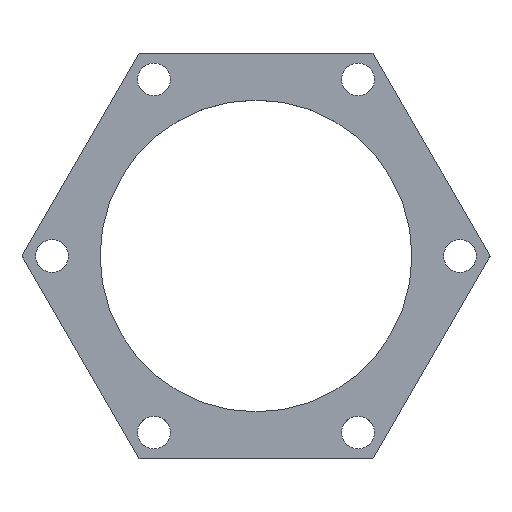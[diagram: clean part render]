
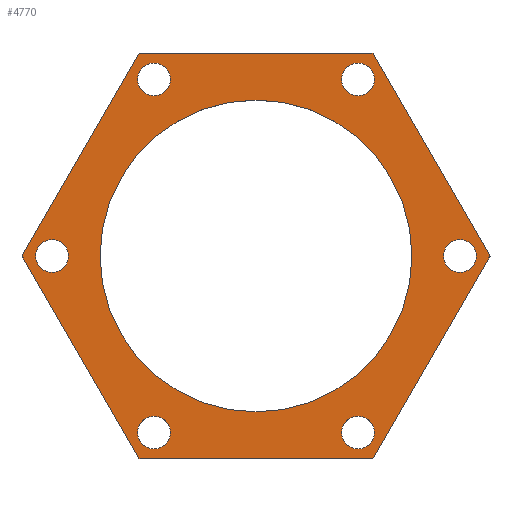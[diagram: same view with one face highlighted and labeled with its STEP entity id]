
A CAD part, top view. The second image highlights one B-rep face of the part: STEP entity #4770.
In plain terms, the highlighted planar face has unit normal (0, 0, 1).
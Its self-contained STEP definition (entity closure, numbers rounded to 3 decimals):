
#200=CARTESIAN_POINT('',(-35.651,61.75,40.));
#210=VERTEX_POINT('',#200);
#240=CARTESIAN_POINT('',(-35.651,61.75,40.));
#250=DIRECTION('',(-0.5,-0.866,0.));
#260=VECTOR('',#250,1.);
#270=LINE('',#240,#260);
#280=CARTESIAN_POINT('',(-71.303,0.,40.));
#290=VERTEX_POINT('',#280);
#300=EDGE_CURVE('',#210,#290,#270,.T.);
#550=CARTESIAN_POINT('',(-71.303,0.,40.));
#560=DIRECTION('',(0.5,-0.866,0.));
#570=VECTOR('',#560,1.);
#580=LINE('',#550,#570);
#590=CARTESIAN_POINT('',(-35.651,-61.75,40.));
#600=VERTEX_POINT('',#590);
#610=EDGE_CURVE('',#290,#600,#580,.T.);
#860=CARTESIAN_POINT('',(-35.651,-61.75,40.));
#870=DIRECTION('',(1.,0.,0.));
#880=VECTOR('',#870,1.);
#890=LINE('',#860,#880);
#900=CARTESIAN_POINT('',(35.651,-61.75,40.));
#910=VERTEX_POINT('',#900);
#920=EDGE_CURVE('',#600,#910,#890,.T.);
#1170=CARTESIAN_POINT('',(35.651,-61.75,40.));
#1180=DIRECTION('',(0.5,0.866,0.));
#1190=VECTOR('',#1180,1.);
#1200=LINE('',#1170,#1190);
#1210=CARTESIAN_POINT('',(71.303,0.,40.));
#1220=VERTEX_POINT('',#1210);
#1230=EDGE_CURVE('',#910,#1220,#1200,.T.);
#1480=CARTESIAN_POINT('',(71.303,0.,40.));
#1490=DIRECTION('',(-0.5,0.866,0.));
#1500=VECTOR('',#1490,1.);
#1510=LINE('',#1480,#1500);
#1520=CARTESIAN_POINT('',(35.651,61.75,40.));
#1530=VERTEX_POINT('',#1520);
#1540=EDGE_CURVE('',#1220,#1530,#1510,.T.);
#1770=CARTESIAN_POINT('',(35.651,61.75,40.));
#1780=DIRECTION('',(-1.,0.,0.));
#1790=VECTOR('',#1780,1.);
#1800=LINE('',#1770,#1790);
#1810=EDGE_CURVE('',#1530,#210,#1800,.T.);
#3150=CARTESIAN_POINT('',(-47.5,0.,40.));
#3160=VERTEX_POINT('',#3150);
#3190=CARTESIAN_POINT('',(0.,0.,40.));
#3200=DIRECTION('',(-0.,0.,-1.));
#3210=DIRECTION('',(-1.,0.,0.));
#3220=AXIS2_PLACEMENT_3D('',#3190,#3200,#3210);
#3230=CIRCLE('',#3220,47.5);
#3240=CARTESIAN_POINT('',(47.5,0.,40.));
#3250=VERTEX_POINT('',#3240);
#3260=EDGE_CURVE('',#3160,#3250,#3230,.T.);
#3430=CARTESIAN_POINT('',(-31.063,53.802,40.));
#3440=DIRECTION('',(0.,0.,-1.));
#3450=DIRECTION('',(-0.5,0.866,0.));
#3460=AXIS2_PLACEMENT_3D('',#3430,#3440,#3450);
#3470=CIRCLE('',#3460,5.);
#3480=CARTESIAN_POINT('',(-36.063,53.802,40.));
#3490=VERTEX_POINT('',#3480);
#3500=CARTESIAN_POINT('',(-33.563,58.132,40.));
#3510=VERTEX_POINT('',#3500);
#3520=EDGE_CURVE('',#3490,#3510,#3470,.T.);
#3650=CARTESIAN_POINT('',(-28.562,49.472,40.));
#3660=VERTEX_POINT('',#3650);
#3690=EDGE_CURVE('',#3660,#3490,#3470,.T.);
#3740=CARTESIAN_POINT('',(0.,0.,40.));
#3750=DIRECTION('',(0.,0.,-1.));
#3760=DIRECTION('',(-1.,0.,0.));
#3770=AXIS2_PLACEMENT_3D('',#3740,#3750,#3760);
#3780=PLANE('',#3770);
#3790=ORIENTED_EDGE('',*,*,#300,.T.);
#3800=ORIENTED_EDGE('',*,*,#1810,.T.);
#3810=ORIENTED_EDGE('',*,*,#1540,.T.);
#3820=ORIENTED_EDGE('',*,*,#1230,.T.);
#3830=ORIENTED_EDGE('',*,*,#920,.T.);
#3840=ORIENTED_EDGE('',*,*,#610,.T.);
#3850=EDGE_LOOP('',(#3840,#3830,#3820,#3810,#3800,#3790));
#3860=FACE_OUTER_BOUND('',#3850,.T.);
#3870=EDGE_CURVE('',#3250,#3160,#3230,.T.);
#3880=ORIENTED_EDGE('',*,*,#3870,.T.);
#3890=ORIENTED_EDGE('',*,*,#3260,.T.);
#3900=EDGE_LOOP('',(#3890,#3880));
#3910=FACE_BOUND('',#3900,.T.);
#3920=CARTESIAN_POINT('',(31.063,-53.802,40.));
#3930=DIRECTION('',(0.,0.,-1.));
#3940=DIRECTION('',(0.5,-0.866,0.));
#3950=AXIS2_PLACEMENT_3D('',#3920,#3930,#3940);
#3960=CIRCLE('',#3950,5.);
#3970=CARTESIAN_POINT('',(28.562,-49.472,40.));
#3980=VERTEX_POINT('',#3970);
#3990=CARTESIAN_POINT('',(33.563,-58.132,40.));
#4000=VERTEX_POINT('',#3990);
#4010=EDGE_CURVE('',#3980,#4000,#3960,.T.);
#4020=ORIENTED_EDGE('',*,*,#4010,.T.);
#4030=EDGE_CURVE('',#4000,#3980,#3960,.T.);
#4040=ORIENTED_EDGE('',*,*,#4030,.T.);
#4050=EDGE_LOOP('',(#4040,#4020));
#4060=FACE_BOUND('',#4050,.T.);
#4070=CARTESIAN_POINT('',(-31.063,-53.802,40.));
#4080=DIRECTION('',(-0.,0.,-1.));
#4090=DIRECTION('',(-0.5,-0.866,0.));
#4100=AXIS2_PLACEMENT_3D('',#4070,#4080,#4090);
#4110=CIRCLE('',#4100,5.);
#4120=CARTESIAN_POINT('',(-33.563,-58.132,40.));
#4130=VERTEX_POINT('',#4120);
#4140=CARTESIAN_POINT('',(-28.562,-49.472,40.));
#4150=VERTEX_POINT('',#4140);
#4160=EDGE_CURVE('',#4130,#4150,#4110,.T.);
#4170=ORIENTED_EDGE('',*,*,#4160,.T.);
#4180=EDGE_CURVE('',#4150,#4130,#4110,.T.);
#4190=ORIENTED_EDGE('',*,*,#4180,.T.);
#4200=EDGE_LOOP('',(#4190,#4170));
#4210=FACE_BOUND('',#4200,.T.);
#4220=CARTESIAN_POINT('',(-62.125,0.,40.));
#4230=DIRECTION('',(-0.,0.,-1.));
#4240=DIRECTION('',(-1.,0.,0.));
#4250=AXIS2_PLACEMENT_3D('',#4220,#4230,#4240);
#4260=CIRCLE('',#4250,5.);
#4270=CARTESIAN_POINT('',(-57.125,0.,40.));
#4280=VERTEX_POINT('',#4270);
#4290=CARTESIAN_POINT('',(-67.125,0.,40.));
#4300=VERTEX_POINT('',#4290);
#4310=EDGE_CURVE('',#4280,#4300,#4260,.T.);
#4320=ORIENTED_EDGE('',*,*,#4310,.T.);
#4330=EDGE_CURVE('',#4300,#4280,#4260,.T.);
#4340=ORIENTED_EDGE('',*,*,#4330,.T.);
#4350=EDGE_LOOP('',(#4340,#4320));
#4360=FACE_BOUND('',#4350,.T.);
#4370=EDGE_CURVE('',#3510,#3660,#3470,.T.);
#4380=ORIENTED_EDGE('',*,*,#4370,.T.);
#4390=ORIENTED_EDGE('',*,*,#3520,.T.);
#4400=ORIENTED_EDGE('',*,*,#3690,.T.);
#4410=EDGE_LOOP('',(#4400,#4390,#4380));
#4420=FACE_BOUND('',#4410,.T.);
#4430=CARTESIAN_POINT('',(31.063,53.802,40.));
#4440=DIRECTION('',(0.,0.,-1.));
#4450=DIRECTION('',(0.5,0.866,0.));
#4460=AXIS2_PLACEMENT_3D('',#4430,#4440,#4450);
#4470=CIRCLE('',#4460,5.);
#4480=CARTESIAN_POINT('',(33.563,58.132,40.));
#4490=VERTEX_POINT('',#4480);
#4500=CARTESIAN_POINT('',(28.562,49.472,40.));
#4510=VERTEX_POINT('',#4500);
#4520=EDGE_CURVE('',#4490,#4510,#4470,.T.);
#4530=ORIENTED_EDGE('',*,*,#4520,.T.);
#4540=CARTESIAN_POINT('',(26.063,53.802,40.));
#4550=VERTEX_POINT('',#4540);
#4560=EDGE_CURVE('',#4550,#4490,#4470,.T.);
#4570=ORIENTED_EDGE('',*,*,#4560,.T.);
#4580=EDGE_CURVE('',#4510,#4550,#4470,.T.);
#4590=ORIENTED_EDGE('',*,*,#4580,.T.);
#4600=EDGE_LOOP('',(#4590,#4570,#4530));
#4610=FACE_BOUND('',#4600,.T.);
#4620=CARTESIAN_POINT('',(62.125,0.,40.));
#4630=DIRECTION('',(0.,0.,-1.));
#4640=DIRECTION('',(1.,0.,0.));
#4650=AXIS2_PLACEMENT_3D('',#4620,#4630,#4640);
#4660=CIRCLE('',#4650,5.);
#4670=CARTESIAN_POINT('',(67.125,0.,40.));
#4680=VERTEX_POINT('',#4670);
#4690=CARTESIAN_POINT('',(57.125,0.,40.));
#4700=VERTEX_POINT('',#4690);
#4710=EDGE_CURVE('',#4680,#4700,#4660,.T.);
#4720=ORIENTED_EDGE('',*,*,#4710,.T.);
#4730=EDGE_CURVE('',#4700,#4680,#4660,.T.);
#4740=ORIENTED_EDGE('',*,*,#4730,.T.);
#4750=EDGE_LOOP('',(#4740,#4720));
#4760=FACE_BOUND('',#4750,.T.);
#4770=ADVANCED_FACE('',(#3860,#3910,#4060,#4210,#4360,#4420,#4610,#4760)
,#3780,.F.);
